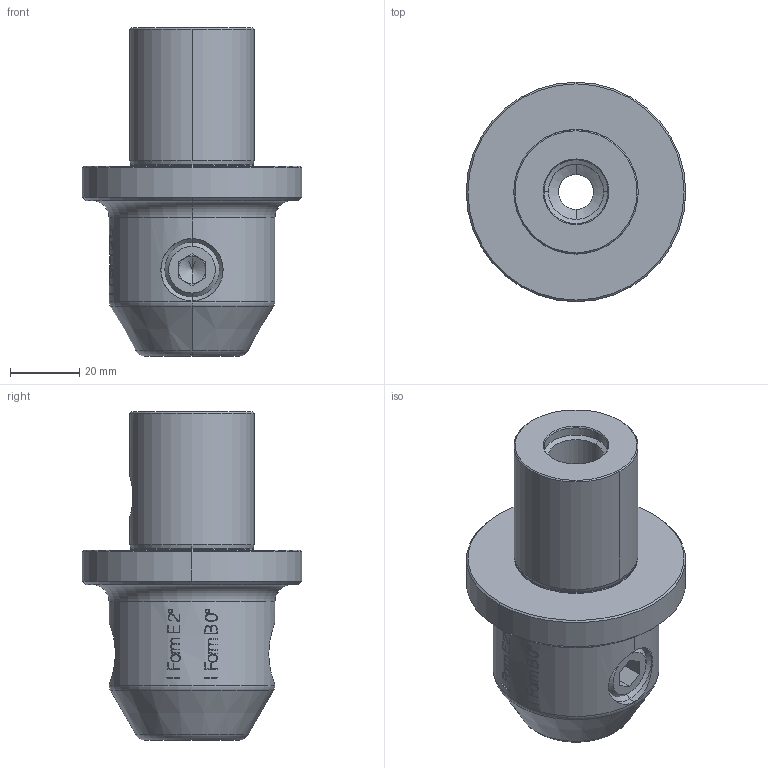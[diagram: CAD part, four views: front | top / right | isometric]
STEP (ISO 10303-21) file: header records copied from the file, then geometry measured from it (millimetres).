
FILE_DESCRIPTION(('no description'),'unknown implementation level');
FILE_NAME('BAB725AC-3DB5-4535-9490-769D2CE2347A_export.stp',' ',('CIMSOURCE GmbH'),('CADClick - KiM GmbH - www.kimweb.de'),'unknown preprocess','ACIS','unknown authorization');
FILE_SCHEMA(('automotive_design'));
Length unit declared in the file: millimetre
Products named in the file (3): 335.247 Kaiser CKS6 X D20 B+E|335.247 Kaiser CKS6 X D20 B+E_Standard;NONE; 335.247 Kaiser CKS6 X D20 B+E|690.482 Kaiser ETL M16 X 16_Standard;NONE
Bounding box: 63.5 x 63.5 x 95 mm (x, y, z)
Volume: 120193.8 mm3; surface area: 26441.6 mm2
Topology: 3 solids, 3 shells, 337 faces, 855 edges, 540 vertices
Faces by surface type: plane 129, bspline 91, cylinder 55, cone 50, torus 12
Entity records: 24350 total; most frequent: CARTESIAN_POINT 7046, STYLED_ITEM 1727, PRESENTATION_STYLE_ASSIGNMENT 1727, COLOUR_RGB 1727, ORIENTED_EDGE 1694, DIRECTION 1374, EDGE_CURVE 847, CURVE_STYLE 847
